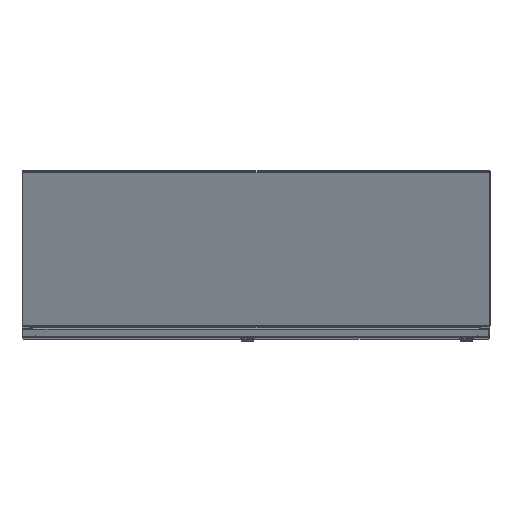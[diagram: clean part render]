
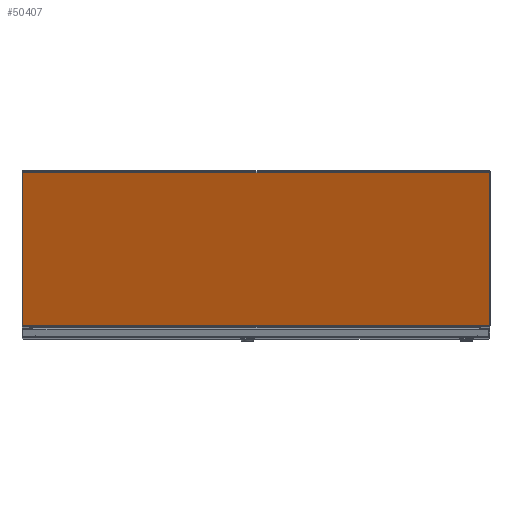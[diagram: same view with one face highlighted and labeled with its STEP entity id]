
A CAD part, top view. The second image highlights one B-rep face of the part: STEP entity #50407.
In plain terms, the highlighted planar face has unit normal (0, -0.342, 0.94).
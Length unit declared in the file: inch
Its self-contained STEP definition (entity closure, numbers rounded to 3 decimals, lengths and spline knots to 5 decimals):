
#3690 = VERTEX_POINT ( 'NONE', #4292 ) ;
#4292 = CARTESIAN_POINT ( 'NONE',  ( 17.89783, -11.80394, 30.73157 ) ) ;
#5167 = ORIENTED_EDGE ( 'NONE', *, *, #34215, .T. ) ;
#7722 = CARTESIAN_POINT ( 'NONE',  ( -17.89783, -11.80394, 30.73157 ) ) ;
#10732 = VECTOR ( 'NONE', #68412, 39.37008 ) ;
#11285 = ORIENTED_EDGE ( 'NONE', *, *, #28619, .F. ) ;
#11553 = VERTEX_POINT ( 'NONE', #64969 ) ;
#12266 = EDGE_LOOP ( 'NONE', ( #31078, #45274, #11285, #5167, #41160, #25358 ) ) ;
#17237 = CARTESIAN_POINT ( 'NONE',  ( 17.928, -0.01994, 35.02059 ) ) ;
#19019 = VERTEX_POINT ( 'NONE', #17237 ) ;
#19088 = LINE ( 'NONE', #23607, #50915 ) ;
#22137 = LINE ( 'NONE', #44596, #10732 ) ;
#22854 = VECTOR ( 'NONE', #31358, 39.37008 ) ;
#23607 = CARTESIAN_POINT ( 'NONE',  ( 17.928, -11.75747, 30.74848 ) ) ;
#23836 = VECTOR ( 'NONE', #72166, 39.37008 ) ;
#25358 = ORIENTED_EDGE ( 'NONE', *, *, #39105, .T. ) ;
#28619 = EDGE_CURVE ( 'NONE', #11553, #3690, #71682, .T. ) ;
#30621 = CARTESIAN_POINT ( 'NONE',  ( -17.928, -0.01994, 35.02059 ) ) ;
#31078 = ORIENTED_EDGE ( 'NONE', *, *, #55232, .T. ) ;
#31358 = DIRECTION ( 'NONE',  ( -0.521, -0.802, -0.292 ) ) ;
#31762 = VERTEX_POINT ( 'NONE', #7722 ) ;
#31856 = LINE ( 'NONE', #49424, #23836 ) ;
#31990 = CARTESIAN_POINT ( 'NONE',  ( 17.928, 0.02837, 35.03818 ) ) ;
#32150 = DIRECTION ( 'NONE',  ( 0., -0.94, -0.342 ) ) ;
#34215 = EDGE_CURVE ( 'NONE', #11553, #19019, #19088, .T. ) ;
#35713 = AXIS2_PLACEMENT_3D ( 'NONE', #31990, #37622, #55460 ) ;
#36087 = EDGE_CURVE ( 'NONE', #51940, #19019, #22137, .T. ) ;
#37622 = DIRECTION ( 'NONE',  ( 0., 0.342, -0.94 ) ) ;
#39105 = EDGE_CURVE ( 'NONE', #51940, #73818, #54150, .T. ) ;
#41160 = ORIENTED_EDGE ( 'NONE', *, *, #36087, .F. ) ;
#42502 = PLANE ( 'NONE',  #35713 ) ;
#44596 = CARTESIAN_POINT ( 'NONE',  ( 17.928, -0.01994, 35.02059 ) ) ;
#45274 = ORIENTED_EDGE ( 'NONE', *, *, #52913, .F. ) ;
#48195 = CARTESIAN_POINT ( 'NONE',  ( 17.928, -11.75747, 30.74848 ) ) ;
#49424 = CARTESIAN_POINT ( 'NONE',  ( -17.928, -11.75747, 30.74848 ) ) ;
#50350 = CARTESIAN_POINT ( 'NONE',  ( 17.928, -11.80394, 30.73157 ) ) ;
#50407 = ADVANCED_FACE ( 'NONE', ( #64844 ), #42502, .F. ) ;
#50915 = VECTOR ( 'NONE', #70642, 39.37008 ) ;
#51940 = VERTEX_POINT ( 'NONE', #30621 ) ;
#52913 = EDGE_CURVE ( 'NONE', #3690, #31762, #61148, .T. ) ;
#54150 = LINE ( 'NONE', #54510, #63784 ) ;
#54510 = CARTESIAN_POINT ( 'NONE',  ( -17.928, -0.01994, 35.02059 ) ) ;
#55232 = EDGE_CURVE ( 'NONE', #73818, #31762, #31856, .T. ) ;
#55460 = DIRECTION ( 'NONE',  ( 0., -0.94, -0.342 ) ) ;
#61148 = LINE ( 'NONE', #50350, #64619 ) ;
#61520 = DIRECTION ( 'NONE',  ( -1., 0., 0. ) ) ;
#63325 = CARTESIAN_POINT ( 'NONE',  ( -17.928, -11.75747, 30.74848 ) ) ;
#63784 = VECTOR ( 'NONE', #32150, 39.37008 ) ;
#64619 = VECTOR ( 'NONE', #61520, 39.37008 ) ;
#64844 = FACE_OUTER_BOUND ( 'NONE', #12266, .T. ) ;
#64969 = CARTESIAN_POINT ( 'NONE',  ( 17.928, -11.75747, 30.74848 ) ) ;
#68412 = DIRECTION ( 'NONE',  ( 1., 0., 0. ) ) ;
#70642 = DIRECTION ( 'NONE',  ( 0., 0.94, 0.342 ) ) ;
#71682 = LINE ( 'NONE', #48195, #22854 ) ;
#72166 = DIRECTION ( 'NONE',  ( 0.521, -0.802, -0.292 ) ) ;
#73818 = VERTEX_POINT ( 'NONE', #63325 ) ;
